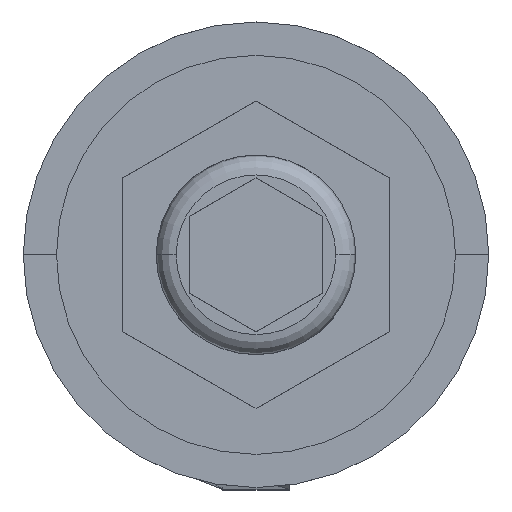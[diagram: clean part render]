
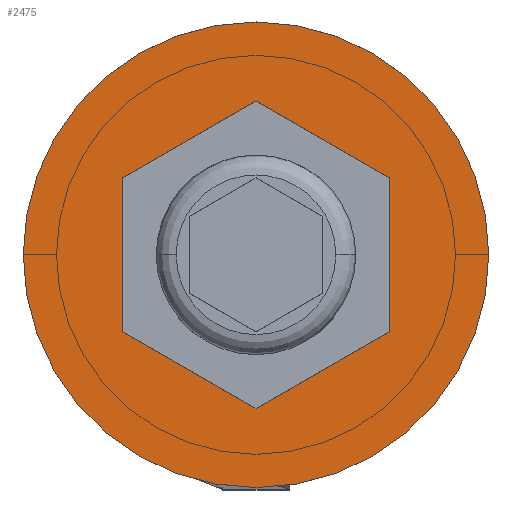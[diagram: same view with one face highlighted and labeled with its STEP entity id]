
A CAD part, top view. The second image highlights one B-rep face of the part: STEP entity #2475.
In plain terms, the highlighted planar face has unit normal (0, 0, 1).
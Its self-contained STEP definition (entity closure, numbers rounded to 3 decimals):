
#7 = CARTESIAN_POINT ( 'NONE',  ( 0., 0., 0. ) ) ;
#91 = CARTESIAN_POINT ( 'NONE',  ( 2., 1.155, 0. ) ) ;
#169 = VERTEX_POINT ( 'NONE', #1009 ) ;
#177 = CARTESIAN_POINT ( 'NONE',  ( 0., -2.309, 0. ) ) ;
#417 = LINE ( 'NONE', #1328, #1868 ) ;
#451 = DIRECTION ( 'NONE',  ( 0., 0., 1. ) ) ;
#586 = EDGE_CURVE ( 'NONE', #2091, #3566, #2833, .T. ) ;
#596 = VERTEX_POINT ( 'NONE', #2518 ) ;
#597 = VECTOR ( 'NONE', #1358, 1000. ) ;
#662 = LINE ( 'NONE', #2858, #597 ) ;
#666 = CARTESIAN_POINT ( 'NONE',  ( -2., 1.155, 0. ) ) ;
#705 = VERTEX_POINT ( 'NONE', #666 ) ;
#713 = CARTESIAN_POINT ( 'NONE',  ( 0., 2.309, 0. ) ) ;
#751 = DIRECTION ( 'NONE',  ( 0., -1., 0. ) ) ;
#763 = VERTEX_POINT ( 'NONE', #2796 ) ;
#830 = DIRECTION ( 'NONE',  ( 1., 0., 0. ) ) ;
#873 = CARTESIAN_POINT ( 'NONE',  ( 2., 1.155, 0. ) ) ;
#917 = AXIS2_PLACEMENT_3D ( 'NONE', #3486, #451, #1090 ) ;
#1009 = CARTESIAN_POINT ( 'NONE',  ( 3.5, 0., 0. ) ) ;
#1029 = DIRECTION ( 'NONE',  ( 0.866, 0.5, 0. ) ) ;
#1090 = DIRECTION ( 'NONE',  ( 1., 0., 0. ) ) ;
#1217 = CARTESIAN_POINT ( 'NONE',  ( 0., 0., 0. ) ) ;
#1221 = ORIENTED_EDGE ( 'NONE', *, *, #2610, .F. ) ;
#1298 = DIRECTION ( 'NONE',  ( -0.866, 0.5, 0. ) ) ;
#1306 = LINE ( 'NONE', #713, #3097 ) ;
#1328 = CARTESIAN_POINT ( 'NONE',  ( -2., 1.155, 0. ) ) ;
#1352 = ORIENTED_EDGE ( 'NONE', *, *, #1833, .F. ) ;
#1358 = DIRECTION ( 'NONE',  ( 0., 1., 0. ) ) ;
#1373 = DIRECTION ( 'NONE',  ( -0.866, -0.5, 0. ) ) ;
#1449 = EDGE_CURVE ( 'NONE', #3510, #763, #2869, .T. ) ;
#1733 = VECTOR ( 'NONE', #1298, 1000. ) ;
#1741 = VECTOR ( 'NONE', #3544, 1000. ) ;
#1812 = EDGE_CURVE ( 'NONE', #2373, #169, #2659, .T. ) ;
#1833 = EDGE_CURVE ( 'NONE', #596, #3510, #2648, .T. ) ;
#1835 = CARTESIAN_POINT ( 'NONE',  ( -3.5, 0., 0. ) ) ;
#1858 = ORIENTED_EDGE ( 'NONE', *, *, #1449, .F. ) ;
#1868 = VECTOR ( 'NONE', #751, 1000. ) ;
#2058 = ORIENTED_EDGE ( 'NONE', *, *, #586, .F. ) ;
#2059 = FACE_OUTER_BOUND ( 'NONE', #3500, .T. ) ;
#2091 = VERTEX_POINT ( 'NONE', #873 ) ;
#2243 = EDGE_LOOP ( 'NONE', ( #2058, #2295, #1858, #1352, #3475, #1221 ) ) ;
#2294 = ORIENTED_EDGE ( 'NONE', *, *, #1812, .T. ) ;
#2295 = ORIENTED_EDGE ( 'NONE', *, *, #3467, .F. ) ;
#2354 = ORIENTED_EDGE ( 'NONE', *, *, #3344, .T. ) ;
#2373 = VERTEX_POINT ( 'NONE', #1835 ) ;
#2409 = FACE_BOUND ( 'NONE', #2243, .T. ) ;
#2455 = DIRECTION ( 'NONE',  ( 0., 0., 1. ) ) ;
#2475 = ADVANCED_FACE ( 'NONE', ( #2409, #2059 ), #3576, .T. ) ;
#2518 = CARTESIAN_POINT ( 'NONE',  ( -2., -1.155, 0. ) ) ;
#2610 = EDGE_CURVE ( 'NONE', #3566, #705, #1306, .T. ) ;
#2622 = EDGE_CURVE ( 'NONE', #705, #596, #417, .T. ) ;
#2648 = LINE ( 'NONE', #3504, #1741 ) ;
#2659 = CIRCLE ( 'NONE', #917, 3.5 ) ;
#2796 = CARTESIAN_POINT ( 'NONE',  ( 2., -1.155, 0. ) ) ;
#2833 = LINE ( 'NONE', #91, #1733 ) ;
#2858 = CARTESIAN_POINT ( 'NONE',  ( 2., -1.155, 0. ) ) ;
#2869 = LINE ( 'NONE', #177, #3161 ) ;
#3017 = DIRECTION ( 'NONE',  ( 0., 0., 1. ) ) ;
#3097 = VECTOR ( 'NONE', #1373, 1000. ) ;
#3161 = VECTOR ( 'NONE', #1029, 1000. ) ;
#3206 = CARTESIAN_POINT ( 'NONE',  ( 0., 2.309, 0. ) ) ;
#3293 = CARTESIAN_POINT ( 'NONE',  ( 0., -2.309, 0. ) ) ;
#3344 = EDGE_CURVE ( 'NONE', #169, #2373, #3598, .T. ) ;
#3415 = AXIS2_PLACEMENT_3D ( 'NONE', #7, #3017, #830 ) ;
#3467 = EDGE_CURVE ( 'NONE', #763, #2091, #662, .T. ) ;
#3475 = ORIENTED_EDGE ( 'NONE', *, *, #2622, .F. ) ;
#3486 = CARTESIAN_POINT ( 'NONE',  ( 0., 0., 0. ) ) ;
#3500 = EDGE_LOOP ( 'NONE', ( #2354, #2294 ) ) ;
#3504 = CARTESIAN_POINT ( 'NONE',  ( -2., -1.155, 0. ) ) ;
#3510 = VERTEX_POINT ( 'NONE', #3293 ) ;
#3544 = DIRECTION ( 'NONE',  ( 0.866, -0.5, 0. ) ) ;
#3566 = VERTEX_POINT ( 'NONE', #3206 ) ;
#3576 = PLANE ( 'NONE',  #3415 ) ;
#3598 = CIRCLE ( 'NONE', #3920, 3.5 ) ;
#3625 = DIRECTION ( 'NONE',  ( 1., 0., 0. ) ) ;
#3920 = AXIS2_PLACEMENT_3D ( 'NONE', #1217, #2455, #3625 ) ;
